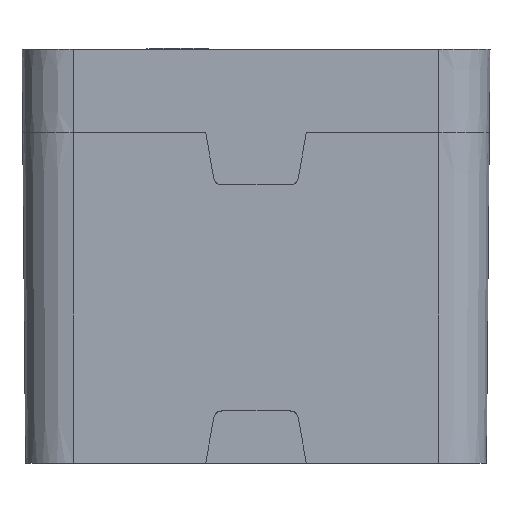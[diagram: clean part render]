
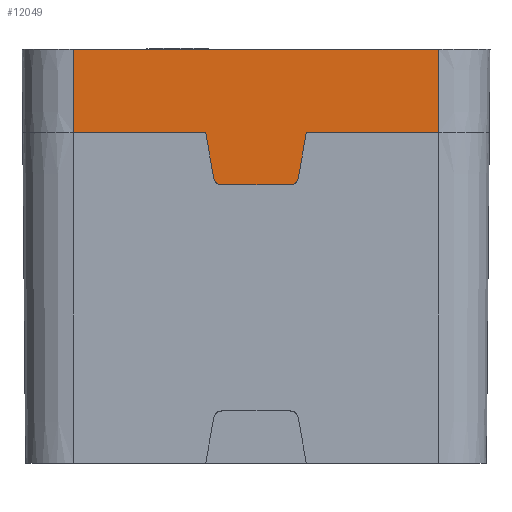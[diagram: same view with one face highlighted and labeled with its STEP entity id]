
A CAD part, top view. The second image highlights one B-rep face of the part: STEP entity #12049.
In plain terms, the highlighted planar face has unit normal (0, -0.009, 1).
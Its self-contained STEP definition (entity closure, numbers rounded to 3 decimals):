
#500 = EDGE_CURVE ( 'NONE', #6062, #6065, #10336, .T. ) ;
#693 = EDGE_CURVE ( 'NONE', #6084, #6115, #10667, .T. ) ;
#1053 = ORIENTED_EDGE ( 'NONE', *, *, #9593, .F. ) ;
#1055 = ORIENTED_EDGE ( 'NONE', *, *, #9598, .T. ) ;
#1663 = EDGE_LOOP ( 'NONE', ( #2630, #2656, #2651, #2967, #2498, #2499, #2547, #2548, #1053, #1055 ) ) ;
#2498 = ORIENTED_EDGE ( 'NONE', *, *, #9616, .T. ) ;
#2499 = ORIENTED_EDGE ( 'NONE', *, *, #9617, .F. ) ;
#2547 = ORIENTED_EDGE ( 'NONE', *, *, #500, .T. ) ;
#2548 = ORIENTED_EDGE ( 'NONE', *, *, #9618, .T. ) ;
#2630 = ORIENTED_EDGE ( 'NONE', *, *, #9604, .F. ) ;
#2651 = ORIENTED_EDGE ( 'NONE', *, *, #693, .T. ) ;
#2656 = ORIENTED_EDGE ( 'NONE', *, *, #9602, .T. ) ;
#2967 = ORIENTED_EDGE ( 'NONE', *, *, #9615, .F. ) ;
#3981 = VERTEX_POINT ( 'NONE', #11213 ) ;
#4130 = DIRECTION ( 'NONE',  ( 0., -1., -0.009 ) ) ;
#4131 = DIRECTION ( 'NONE',  ( 0., -0.009, 1. ) ) ;
#4139 = CARTESIAN_POINT ( 'NONE',  ( 28.475, 0., 12.6 ) ) ;
#4142 = PLANE ( 'NONE',  #8859 ) ;
#5271 = VERTEX_POINT ( 'NONE', #11208 ) ;
#5446 = VERTEX_POINT ( 'NONE', #11210 ) ;
#5458 = VERTEX_POINT ( 'NONE', #11196 ) ;
#5470 = FACE_OUTER_BOUND ( 'NONE', #1663, .T. ) ;
#5513 = VERTEX_POINT ( 'NONE', #11198 ) ;
#5566 = VERTEX_POINT ( 'NONE', #11195 ) ;
#5657 = DIRECTION ( 'NONE',  ( 1., 0., 0. ) ) ;
#6024 = CARTESIAN_POINT ( 'NONE',  ( 11.178, -10.15, 12.511 ) ) ;
#6062 = VERTEX_POINT ( 'NONE', #10893 ) ;
#6065 = VERTEX_POINT ( 'NONE', #10877 ) ;
#6084 = VERTEX_POINT ( 'NONE', #10757 ) ;
#6115 = VERTEX_POINT ( 'NONE', #8473 ) ;
#8473 = CARTESIAN_POINT ( 'NONE',  ( 22.225, -10.15, 12.511 ) ) ;
#8859 = AXIS2_PLACEMENT_3D ( 'NONE', #4139, #4131, #4130 ) ;
#9593 = EDGE_CURVE ( 'NONE', #5566, #5446, #12543, .T. ) ;
#9598 = EDGE_CURVE ( 'NONE', #5566, #5458, #13164, .T. ) ;
#9602 = EDGE_CURVE ( 'NONE', #5513, #6084, #13180, .T. ) ;
#9604 = EDGE_CURVE ( 'NONE', #5513, #5458, #13181, .T. ) ;
#9615 = EDGE_CURVE ( 'NONE', #5271, #6115, #13214, .T. ) ;
#9616 = EDGE_CURVE ( 'NONE', #5271, #3981, #13215, .T. ) ;
#9617 = EDGE_CURVE ( 'NONE', #6062, #3981, #13217, .T. ) ;
#9618 = EDGE_CURVE ( 'NONE', #6065, #5446, #13219, .T. ) ;
#10336 = LINE ( 'NONE', #6024, #10347 ) ;
#10347 = VECTOR ( 'NONE', #5657, 1000. ) ;
#10667 = LINE ( 'NONE', #11533, #10670 ) ;
#10670 = VECTOR ( 'NONE', #11527, 1000. ) ;
#10757 = CARTESIAN_POINT ( 'NONE',  ( 6.12, -10.15, 12.511 ) ) ;
#10877 = CARTESIAN_POINT ( 'NONE',  ( -6.12, -10.15, 12.511 ) ) ;
#10893 = CARTESIAN_POINT ( 'NONE',  ( -22.225, -10.15, 12.511 ) ) ;
#11195 = CARTESIAN_POINT ( 'NONE',  ( -4.161, -16.5, 12.456 ) ) ;
#11196 = CARTESIAN_POINT ( 'NONE',  ( 4.161, -16.5, 12.456 ) ) ;
#11198 = CARTESIAN_POINT ( 'NONE',  ( 5.146, -15.674, 12.463 ) ) ;
#11208 = CARTESIAN_POINT ( 'NONE',  ( 22.225, 0., 12.6 ) ) ;
#11210 = CARTESIAN_POINT ( 'NONE',  ( -5.146, -15.674, 12.463 ) ) ;
#11213 = CARTESIAN_POINT ( 'NONE',  ( -22.225, 0., 12.6 ) ) ;
#11527 = DIRECTION ( 'NONE',  ( 1., 0., 0. ) ) ;
#11533 = CARTESIAN_POINT ( 'NONE',  ( 29.238, -10.15, 12.511 ) ) ;
#12049 = ADVANCED_FACE ( 'NONE', ( #5470 ), #4142, .T. ) ;
#12336 = DIRECTION ( 'NONE',  ( 0.174, -0.985, -0.009 ) ) ;
#12337 = CARTESIAN_POINT ( 'NONE',  ( -5.897, -11.414, 12.5 ) ) ;
#12339 = DIRECTION ( 'NONE',  ( 0., 1., 0.009 ) ) ;
#12341 = CARTESIAN_POINT ( 'NONE',  ( -22.225, 0., 12.6 ) ) ;
#12342 = DIRECTION ( 'NONE',  ( -1., 0., 0. ) ) ;
#12346 = CARTESIAN_POINT ( 'NONE',  ( 28.475, 0., 12.6 ) ) ;
#12365 = DIRECTION ( 'NONE',  ( 0., -1., -0.009 ) ) ;
#12366 = CARTESIAN_POINT ( 'NONE',  ( 22.225, 0., 12.6 ) ) ;
#12386 = CARTESIAN_POINT ( 'NONE',  ( 4.161, -16.5, 12.456 ) ) ;
#12387 = CARTESIAN_POINT ( 'NONE',  ( 4.669, -16.5, 12.456 ) ) ;
#12395 = CARTESIAN_POINT ( 'NONE',  ( 5.146, -15.674, 12.463 ) ) ;
#12396 = CARTESIAN_POINT ( 'NONE',  ( 5.058, -16.174, 12.459 ) ) ;
#12398 = DIRECTION ( 'NONE',  ( 0.174, 0.985, 0.009 ) ) ;
#12399 = CARTESIAN_POINT ( 'NONE',  ( 7.315, -3.37, 12.571 ) ) ;
#12407 = DIRECTION ( 'NONE',  ( 1., 0., 0. ) ) ;
#12410 = CARTESIAN_POINT ( 'NONE',  ( 16.738, -16.5, 12.456 ) ) ;
#12427 = CARTESIAN_POINT ( 'NONE',  ( -5.146, -15.674, 12.463 ) ) ;
#12431 = CARTESIAN_POINT ( 'NONE',  ( -5.058, -16.174, 12.459 ) ) ;
#12448 = CARTESIAN_POINT ( 'NONE',  ( -4.161, -16.5, 12.456 ) ) ;
#12449 = CARTESIAN_POINT ( 'NONE',  ( -4.669, -16.5, 12.456 ) ) ;
#12543 =( BOUNDED_CURVE ( )  B_SPLINE_CURVE ( 3, ( #12448, #12449, #12431, #12427 ),
 .UNSPECIFIED., .F., .T. ) 
 B_SPLINE_CURVE_WITH_KNOTS ( ( 4, 4 ),
 ( 0., 1.396 ),
 .UNSPECIFIED. ) 
 CURVE ( )  GEOMETRIC_REPRESENTATION_ITEM ( )  RATIONAL_B_SPLINE_CURVE ( ( 1., 0.844, 0.844, 1. ) ) 
 REPRESENTATION_ITEM ( '' )  );
#13164 = LINE ( 'NONE', #12410, #13170 ) ;
#13170 = VECTOR ( 'NONE', #12407, 1000. ) ;
#13180 = LINE ( 'NONE', #12399, #13184 ) ;
#13181 =( BOUNDED_CURVE ( )  B_SPLINE_CURVE ( 3, ( #12395, #12396, #12387, #12386 ),
 .UNSPECIFIED., .F., .T. ) 
 B_SPLINE_CURVE_WITH_KNOTS ( ( 4, 4 ),
 ( 4.887, 6.283 ),
 .UNSPECIFIED. ) 
 CURVE ( )  GEOMETRIC_REPRESENTATION_ITEM ( )  RATIONAL_B_SPLINE_CURVE ( ( 1., 0.844, 0.844, 1. ) ) 
 REPRESENTATION_ITEM ( '' )  );
#13184 = VECTOR ( 'NONE', #12398, 1000. ) ;
#13214 = LINE ( 'NONE', #12366, #13216 ) ;
#13215 = LINE ( 'NONE', #12346, #13218 ) ;
#13216 = VECTOR ( 'NONE', #12365, 1000. ) ;
#13217 = LINE ( 'NONE', #12341, #13220 ) ;
#13218 = VECTOR ( 'NONE', #12342, 1000. ) ;
#13219 = LINE ( 'NONE', #12337, #13222 ) ;
#13220 = VECTOR ( 'NONE', #12339, 1000. ) ;
#13222 = VECTOR ( 'NONE', #12336, 1000. ) ;
